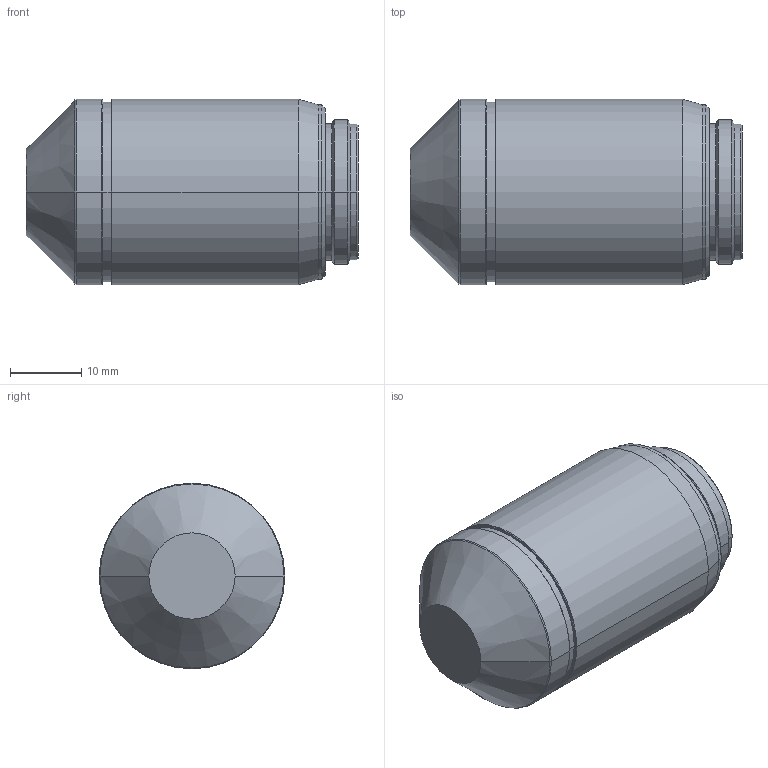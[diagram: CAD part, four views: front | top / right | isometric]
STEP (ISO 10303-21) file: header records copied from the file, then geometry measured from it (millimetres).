
FILE_DESCRIPTION (( 'STEP AP203' ), '1' );
FILE_NAME ('690080.step', '2025-04-14T08:40:24', ( 'MSI' ), ( '' ), 'SwSTEP 2.0', 'SolidWorks 2020', '' );
FILE_SCHEMA (( 'CONFIG_CONTROL_DESIGN' ));
Length unit declared in the file: millimetre
Products named in the file (3): 690080; MPLFLN20X.stp; 690080.stp
Assembly tree (2 placements, depth 3):
  690080
    690080.stp
      MPLFLN20X.stp
Bounding box: 46.55 x 26 x 26 mm (x, y, z)
Volume: 21855.7 mm3; surface area: 4377.2 mm2
Topology: 1 solids, 1 shells, 37 faces, 72 edges, 40 vertices
Faces by surface type: cone 18, cylinder 14, plane 5
Entity records: 1243 total; most frequent: DIRECTION 198, CARTESIAN_POINT 155, ORIENTED_EDGE 144, AXIS2_PLACEMENT_3D 83, EDGE_CURVE 72, VERTEX_POINT 40, CIRCLE 40, EDGE_LOOP 40
